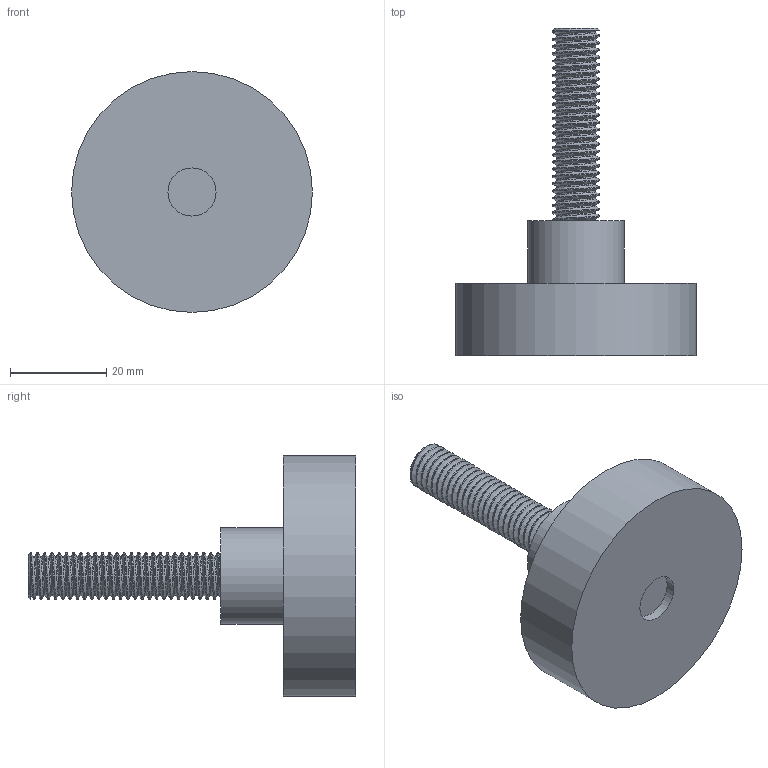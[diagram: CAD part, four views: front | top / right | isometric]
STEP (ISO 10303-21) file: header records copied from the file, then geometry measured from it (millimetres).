
FILE_DESCRIPTION(/* description */ (''),/* implementation_level */ '2;1');
FILE_NAME(/* name */ 'Опора резьбовая М10х40 Д50.step',/* time_stamp */ '2022-09-14T20:52:12+03:00',/* author */ (''),/* organization */ (''),/* preprocessor_version */ 'ST-DEVELOPER v19',/* originating_system */ 'Autodesk Translation Framework v11.7.0.108',/* authorisation */ '');
FILE_SCHEMA (('AUTOMOTIVE_DESIGN { 1 0 10303 214 3 1 1 }'));
Length unit declared in the file: millimetre
Products named in the file (1): (Unsaved)
Bounding box: 50 x 68 x 50 mm (x, y, z)
Volume: 24531.7 mm3; surface area: 11023.2 mm2
Topology: 1 solids, 1 shells, 69 faces, 187 edges, 124 vertices
Faces by surface type: cylinder 59, plane 7, bspline 2, cone 1
Full cylindrical faces by diameter (mm): 8.141 x25, 9.85 x26, 10 x1, 20 x1, 43 x1, 50 x1
Entity records: 7999 total; most frequent: CARTESIAN_POINT 6441, ORIENTED_EDGE 374, DIRECTION 224, EDGE_CURVE 187, VERTEX_POINT 124, B_SPLINE_CURVE_WITH_KNOTS 114, AXIS2_PLACEMENT_3D 83, EDGE_LOOP 73
